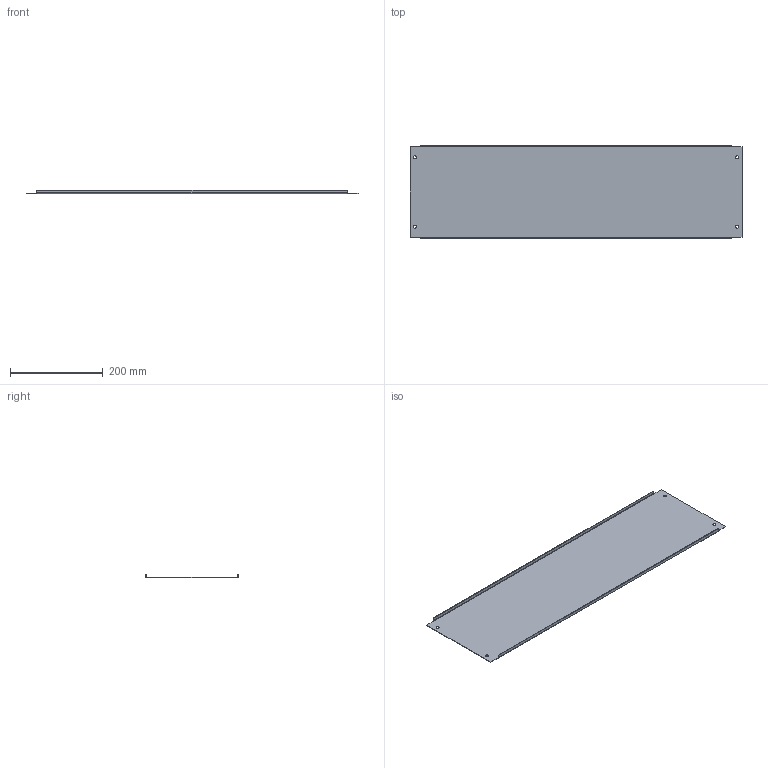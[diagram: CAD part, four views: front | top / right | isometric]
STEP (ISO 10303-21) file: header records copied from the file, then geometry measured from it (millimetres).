
FILE_DESCRIPTION (( 'STEP AP214' ), '1' );
FILE_NAME ('Ïëàñòðîí 200õ800 ãëóõîé.STEP', '2020-11-17T08:16:47', ( '' ), ( '' ), 'SwSTEP 2.0', 'SolidWorks 2019', '' );
FILE_SCHEMA (( 'AUTOMOTIVE_DESIGN' ));
Length unit declared in the file: millimetre
Products named in the file (1): Ïëàñòðîí 200õ800 ãëóõîé
Bounding box: 717 x 199 x 8 mm (x, y, z)
Volume: 150879.6 mm3; surface area: 303698.2 mm2
Topology: 1 solids, 1 shells, 34 faces, 80 edges, 48 vertices
Faces by surface type: plane 22, cylinder 12
Entity records: 1010 total; most frequent: DIRECTION 174, CARTESIAN_POINT 163, ORIENTED_EDGE 160, EDGE_CURVE 80, AXIS2_PLACEMENT_3D 59, LINE 56, VECTOR 56, VERTEX_POINT 48
